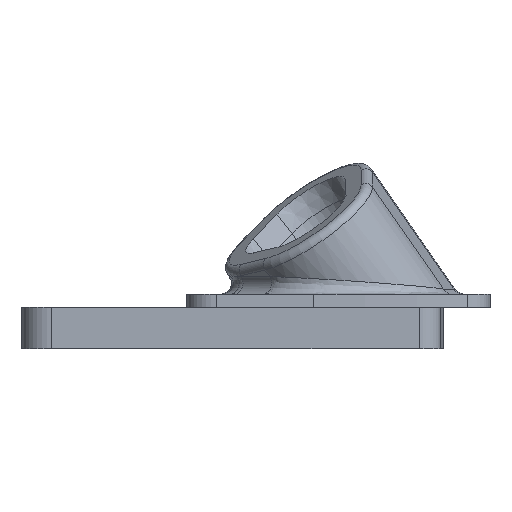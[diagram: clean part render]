
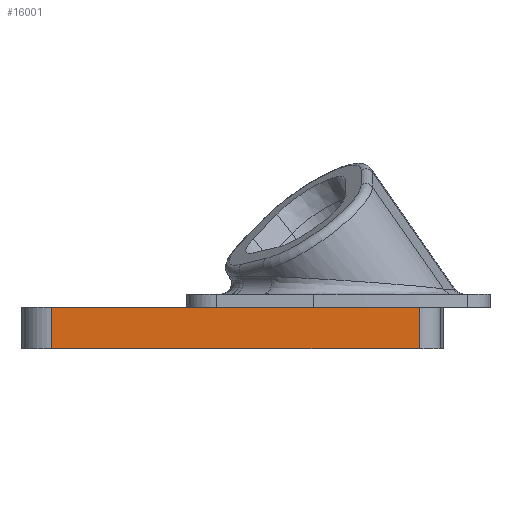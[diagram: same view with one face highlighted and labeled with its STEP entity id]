
A CAD part, left-side view. The second image highlights one B-rep face of the part: STEP entity #16001.
In plain terms, the highlighted planar face has unit normal (-1, 0, 0).
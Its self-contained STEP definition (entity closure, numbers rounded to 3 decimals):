
#6136 = PLANE('',#6137);
#6137 = AXIS2_PLACEMENT_3D('',#6138,#6139,#6140);
#6138 = CARTESIAN_POINT('',(0.,0.,-1.6));
#6139 = DIRECTION('',(0.,0.,1.));
#6140 = DIRECTION('',(1.,0.,0.));
#6599 = VERTEX_POINT('',#6600);
#6600 = CARTESIAN_POINT('',(-72.8,18.4,-1.6));
#6614 = PLANE('',#6615);
#6615 = AXIS2_PLACEMENT_3D('',#6616,#6617,#6618);
#6616 = CARTESIAN_POINT('',(0.,12.8,-1.6));
#6617 = DIRECTION('',(0.,0.,-1.));
#6618 = DIRECTION('',(-1.,0.,0.));
#12497 = EDGE_CURVE('',#6599,#12498,#12500,.T.);
#12498 = VERTEX_POINT('',#12499);
#12499 = CARTESIAN_POINT('',(-72.8,-9.8,-1.6));
#12500 = SURFACE_CURVE('',#12501,(#12505,#12512),.PCURVE_S1.);
#12501 = LINE('',#12502,#12503);
#12502 = CARTESIAN_POINT('',(-72.8,-4.9,-1.6));
#12503 = VECTOR('',#12504,1.);
#12504 = DIRECTION('',(0.,-1.,0.));
#12505 = PCURVE('',#6136,#12506);
#12506 = DEFINITIONAL_REPRESENTATION('',(#12507),#12511);
#12507 = LINE('',#12508,#12509);
#12508 = CARTESIAN_POINT('',(-72.8,-4.9));
#12509 = VECTOR('',#12510,1.);
#12510 = DIRECTION('',(0.,-1.));
#12511 = ( GEOMETRIC_REPRESENTATION_CONTEXT(2) 
PARAMETRIC_REPRESENTATION_CONTEXT() REPRESENTATION_CONTEXT('2D SPACE',''
  ) );
#12512 = PCURVE('',#12513,#12518);
#12513 = PLANE('',#12514);
#12514 = AXIS2_PLACEMENT_3D('',#12515,#12516,#12517);
#12515 = CARTESIAN_POINT('',(-72.8,-9.8,-1.6));
#12516 = DIRECTION('',(-1.,0.,0.));
#12517 = DIRECTION('',(0.,1.,0.));
#12518 = DEFINITIONAL_REPRESENTATION('',(#12519),#12523);
#12519 = LINE('',#12520,#12521);
#12520 = CARTESIAN_POINT('',(4.9,0.));
#12521 = VECTOR('',#12522,1.);
#12522 = DIRECTION('',(-1.,0.));
#12523 = ( GEOMETRIC_REPRESENTATION_CONTEXT(2) 
PARAMETRIC_REPRESENTATION_CONTEXT() REPRESENTATION_CONTEXT('2D SPACE',''
  ) );
#12542 = CYLINDRICAL_SURFACE('',#12543,2.6);
#12543 = AXIS2_PLACEMENT_3D('',#12544,#12545,#12546);
#12544 = CARTESIAN_POINT('',(-70.2,-9.8,-1.6));
#12545 = DIRECTION('',(0.,0.,-1.));
#12546 = DIRECTION('',(0.,-1.,0.));
#13068 = VERTEX_POINT('',#13069);
#13069 = CARTESIAN_POINT('',(-72.8,34.8,-1.6));
#13084 = CYLINDRICAL_SURFACE('',#13085,3.6);
#13085 = AXIS2_PLACEMENT_3D('',#13086,#13087,#13088);
#13086 = CARTESIAN_POINT('',(-69.2,34.8,-1.6));
#13087 = DIRECTION('',(0.,0.,-1.));
#13088 = DIRECTION('',(-1.,0.,0.));
#13096 = EDGE_CURVE('',#6599,#13068,#13097,.T.);
#13097 = SURFACE_CURVE('',#13098,(#13102,#13109),.PCURVE_S1.);
#13098 = LINE('',#13099,#13100);
#13099 = CARTESIAN_POINT('',(-72.8,-9.8,-1.6));
#13100 = VECTOR('',#13101,1.);
#13101 = DIRECTION('',(0.,1.,0.));
#13102 = PCURVE('',#6614,#13103);
#13103 = DEFINITIONAL_REPRESENTATION('',(#13104),#13108);
#13104 = LINE('',#13105,#13106);
#13105 = CARTESIAN_POINT('',(72.8,-22.6));
#13106 = VECTOR('',#13107,1.);
#13107 = DIRECTION('',(0.,1.));
#13108 = ( GEOMETRIC_REPRESENTATION_CONTEXT(2) 
PARAMETRIC_REPRESENTATION_CONTEXT() REPRESENTATION_CONTEXT('2D SPACE',''
  ) );
#13109 = PCURVE('',#12513,#13110);
#13110 = DEFINITIONAL_REPRESENTATION('',(#13111),#13115);
#13111 = LINE('',#13112,#13113);
#13112 = CARTESIAN_POINT('',(0.,0.));
#13113 = VECTOR('',#13114,1.);
#13114 = DIRECTION('',(1.,0.));
#13115 = ( GEOMETRIC_REPRESENTATION_CONTEXT(2) 
PARAMETRIC_REPRESENTATION_CONTEXT() REPRESENTATION_CONTEXT('2D SPACE',''
  ) );
#16001 = ADVANCED_FACE('',(#16002),#12513,.T.);
#16002 = FACE_BOUND('',#16003,.T.);
#16003 = EDGE_LOOP('',(#16004,#16005,#16006,#16029,#16057));
#16004 = ORIENTED_EDGE('',*,*,#12497,.F.);
#16005 = ORIENTED_EDGE('',*,*,#13096,.T.);
#16006 = ORIENTED_EDGE('',*,*,#16007,.T.);
#16007 = EDGE_CURVE('',#13068,#16008,#16010,.T.);
#16008 = VERTEX_POINT('',#16009);
#16009 = CARTESIAN_POINT('',(-72.8,34.8,-6.6));
#16010 = SURFACE_CURVE('',#16011,(#16015,#16022),.PCURVE_S1.);
#16011 = LINE('',#16012,#16013);
#16012 = CARTESIAN_POINT('',(-72.8,34.8,-1.6));
#16013 = VECTOR('',#16014,1.);
#16014 = DIRECTION('',(0.,0.,-1.));
#16015 = PCURVE('',#12513,#16016);
#16016 = DEFINITIONAL_REPRESENTATION('',(#16017),#16021);
#16017 = LINE('',#16018,#16019);
#16018 = CARTESIAN_POINT('',(44.6,0.));
#16019 = VECTOR('',#16020,1.);
#16020 = DIRECTION('',(0.,1.));
#16021 = ( GEOMETRIC_REPRESENTATION_CONTEXT(2) 
PARAMETRIC_REPRESENTATION_CONTEXT() REPRESENTATION_CONTEXT('2D SPACE',''
  ) );
#16022 = PCURVE('',#13084,#16023);
#16023 = DEFINITIONAL_REPRESENTATION('',(#16024),#16028);
#16024 = LINE('',#16025,#16026);
#16025 = CARTESIAN_POINT('',(0.,0.));
#16026 = VECTOR('',#16027,1.);
#16027 = DIRECTION('',(0.,1.));
#16028 = ( GEOMETRIC_REPRESENTATION_CONTEXT(2) 
PARAMETRIC_REPRESENTATION_CONTEXT() REPRESENTATION_CONTEXT('2D SPACE',''
  ) );
#16029 = ORIENTED_EDGE('',*,*,#16030,.F.);
#16030 = EDGE_CURVE('',#16031,#16008,#16033,.T.);
#16031 = VERTEX_POINT('',#16032);
#16032 = CARTESIAN_POINT('',(-72.8,-9.8,-6.6));
#16033 = SURFACE_CURVE('',#16034,(#16038,#16045),.PCURVE_S1.);
#16034 = LINE('',#16035,#16036);
#16035 = CARTESIAN_POINT('',(-72.8,-9.8,-6.6));
#16036 = VECTOR('',#16037,1.);
#16037 = DIRECTION('',(0.,1.,0.));
#16038 = PCURVE('',#12513,#16039);
#16039 = DEFINITIONAL_REPRESENTATION('',(#16040),#16044);
#16040 = LINE('',#16041,#16042);
#16041 = CARTESIAN_POINT('',(0.,5.));
#16042 = VECTOR('',#16043,1.);
#16043 = DIRECTION('',(1.,0.));
#16044 = ( GEOMETRIC_REPRESENTATION_CONTEXT(2) 
PARAMETRIC_REPRESENTATION_CONTEXT() REPRESENTATION_CONTEXT('2D SPACE',''
  ) );
#16045 = PCURVE('',#16046,#16051);
#16046 = PLANE('',#16047);
#16047 = AXIS2_PLACEMENT_3D('',#16048,#16049,#16050);
#16048 = CARTESIAN_POINT('',(0.,12.8,-6.6));
#16049 = DIRECTION('',(0.,0.,-1.));
#16050 = DIRECTION('',(-1.,0.,0.));
#16051 = DEFINITIONAL_REPRESENTATION('',(#16052),#16056);
#16052 = LINE('',#16053,#16054);
#16053 = CARTESIAN_POINT('',(72.8,-22.6));
#16054 = VECTOR('',#16055,1.);
#16055 = DIRECTION('',(0.,1.));
#16056 = ( GEOMETRIC_REPRESENTATION_CONTEXT(2) 
PARAMETRIC_REPRESENTATION_CONTEXT() REPRESENTATION_CONTEXT('2D SPACE',''
  ) );
#16057 = ORIENTED_EDGE('',*,*,#16058,.F.);
#16058 = EDGE_CURVE('',#12498,#16031,#16059,.T.);
#16059 = SURFACE_CURVE('',#16060,(#16064,#16071),.PCURVE_S1.);
#16060 = LINE('',#16061,#16062);
#16061 = CARTESIAN_POINT('',(-72.8,-9.8,-1.6));
#16062 = VECTOR('',#16063,1.);
#16063 = DIRECTION('',(0.,0.,-1.));
#16064 = PCURVE('',#12513,#16065);
#16065 = DEFINITIONAL_REPRESENTATION('',(#16066),#16070);
#16066 = LINE('',#16067,#16068);
#16067 = CARTESIAN_POINT('',(0.,0.));
#16068 = VECTOR('',#16069,1.);
#16069 = DIRECTION('',(0.,1.));
#16070 = ( GEOMETRIC_REPRESENTATION_CONTEXT(2) 
PARAMETRIC_REPRESENTATION_CONTEXT() REPRESENTATION_CONTEXT('2D SPACE',''
  ) );
#16071 = PCURVE('',#12542,#16072);
#16072 = DEFINITIONAL_REPRESENTATION('',(#16073),#16077);
#16073 = LINE('',#16074,#16075);
#16074 = CARTESIAN_POINT('',(1.571,0.));
#16075 = VECTOR('',#16076,1.);
#16076 = DIRECTION('',(0.,1.));
#16077 = ( GEOMETRIC_REPRESENTATION_CONTEXT(2) 
PARAMETRIC_REPRESENTATION_CONTEXT() REPRESENTATION_CONTEXT('2D SPACE',''
  ) );
